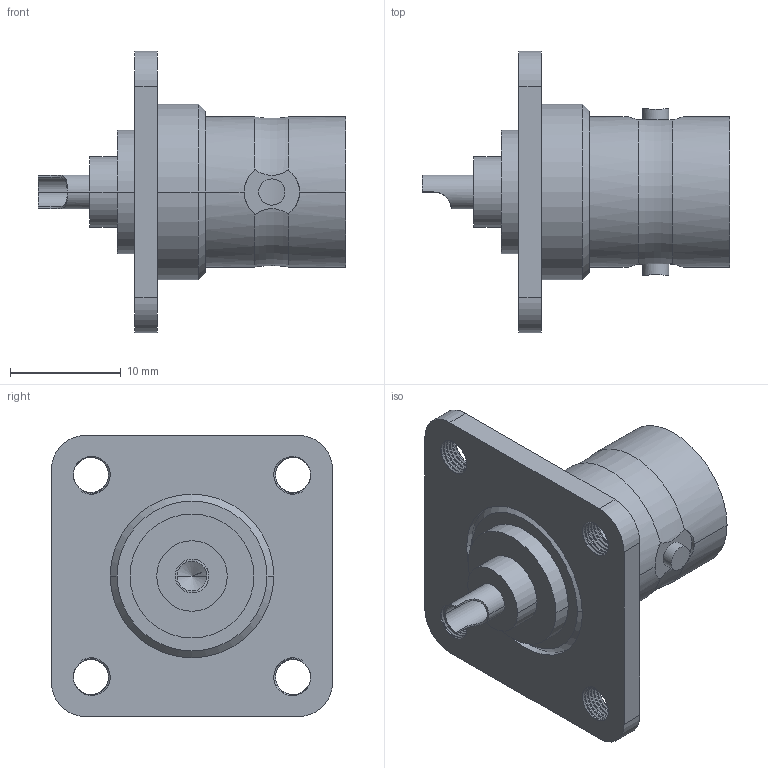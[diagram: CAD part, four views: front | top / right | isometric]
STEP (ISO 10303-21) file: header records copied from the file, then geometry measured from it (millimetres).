
FILE_DESCRIPTION((''),'2;1');
FILE_NAME('82-504_SW0001','2020-06-05T08:58:55',('Lokesh'),(''),'CREO PARAMETRIC BY PTC INC, 2019444','CREO PARAMETRIC BY PTC INC, 2019444','');
FILE_SCHEMA(('CONFIG_CONTROL_DESIGN'));
Length unit declared in the file: millimetre
Products named in the file (1): 82-504_SW0001
Bounding box: 27.78 x 25.4 x 25.4 mm (x, y, z)
Volume: 3462 mm3; surface area: 2944.7 mm2
Topology: 1 solids, 1 shells, 167 faces, 440 edges, 282 vertices
Faces by surface type: cylinder 77, bspline 36, plane 34, cone 18, torus 2
Entity records: 11222 total; most frequent: CARTESIAN_POINT 7439, ORIENTED_EDGE 872, DIRECTION 618, EDGE_CURVE 436, VERTEX_POINT 282, AXIS2_PLACEMENT_3D 231, EDGE_LOOP 186, B_SPLINE_CURVE_WITH_KNOTS 180
